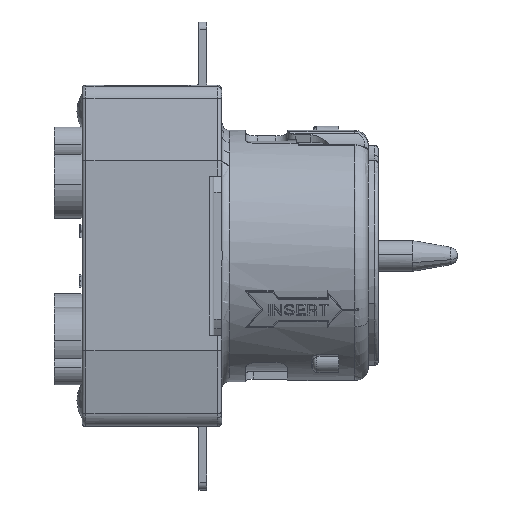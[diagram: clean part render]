
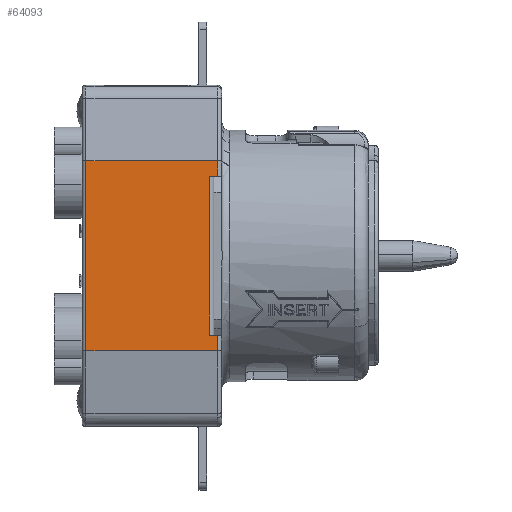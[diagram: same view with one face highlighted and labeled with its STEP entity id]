
A CAD part, top view. The second image highlights one B-rep face of the part: STEP entity #64093.
In plain terms, the highlighted planar face has unit normal (0, 0, 1).
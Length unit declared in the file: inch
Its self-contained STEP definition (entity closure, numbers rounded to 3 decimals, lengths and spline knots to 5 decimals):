
#1115 = DIRECTION ( 'NONE',  ( 0., 1., 0. ) ) ;
#1731 = VECTOR ( 'NONE', #59474, 39.37008 ) ;
#4247 = CARTESIAN_POINT ( 'NONE',  ( -1.266, 0.75, 1.05924 ) ) ;
#6585 = LINE ( 'NONE', #11591, #12940 ) ;
#9012 = CARTESIAN_POINT ( 'NONE',  ( -1.266, -0.492, 1.05924 ) ) ;
#10446 = ORIENTED_EDGE ( 'NONE', *, *, #51340, .T. ) ;
#11591 = CARTESIAN_POINT ( 'NONE',  ( -1.328, -0.492, 1.05924 ) ) ;
#12588 = ORIENTED_EDGE ( 'NONE', *, *, #30861, .T. ) ;
#12940 = VECTOR ( 'NONE', #44812, 39.37008 ) ;
#13246 = EDGE_CURVE ( 'NONE', #64324, #22405, #27632, .T. ) ;
#14101 = PLANE ( 'NONE',  #52486 ) ;
#15754 = DIRECTION ( 'NONE',  ( 0., 0., 1. ) ) ;
#17591 = VECTOR ( 'NONE', #1115, 39.37008 ) ;
#17826 = EDGE_LOOP ( 'NONE', ( #22484, #18177, #10446, #60159, #25770, #31183, #12588, #36602 ) ) ;
#18028 = DIRECTION ( 'NONE',  ( 0., 1., 0. ) ) ;
#18177 = ORIENTED_EDGE ( 'NONE', *, *, #73310, .F. ) ;
#20565 = VERTEX_POINT ( 'NONE', #33455 ) ;
#22405 = VERTEX_POINT ( 'NONE', #80918 ) ;
#22484 = ORIENTED_EDGE ( 'NONE', *, *, #34180, .F. ) ;
#24199 = DIRECTION ( 'NONE',  ( -1., 0., 0. ) ) ;
#25215 = VECTOR ( 'NONE', #63368, 39.37008 ) ;
#25770 = ORIENTED_EDGE ( 'NONE', *, *, #37313, .F. ) ;
#26266 = CARTESIAN_POINT ( 'NONE',  ( -1.328, -0.625, 1.05924 ) ) ;
#27632 = LINE ( 'NONE', #78080, #65452 ) ;
#29031 = DIRECTION ( 'NONE',  ( 1., 0., 0. ) ) ;
#30861 = EDGE_CURVE ( 'NONE', #56404, #34231, #65840, .T. ) ;
#31183 = ORIENTED_EDGE ( 'NONE', *, *, #34886, .F. ) ;
#31557 = EDGE_CURVE ( 'NONE', #20565, #34231, #80707, .T. ) ;
#33455 = CARTESIAN_POINT ( 'NONE',  ( -2.304, 0.75, 1.05924 ) ) ;
#34180 = EDGE_CURVE ( 'NONE', #61698, #20565, #36723, .T. ) ;
#34231 = VERTEX_POINT ( 'NONE', #4247 ) ;
#34886 = EDGE_CURVE ( 'NONE', #56404, #61979, #76807, .T. ) ;
#34939 = CARTESIAN_POINT ( 'NONE',  ( -1.266, -0.75, 1.05924 ) ) ;
#36602 = ORIENTED_EDGE ( 'NONE', *, *, #31557, .F. ) ;
#36723 = LINE ( 'NONE', #54957, #81045 ) ;
#37313 = EDGE_CURVE ( 'NONE', #61979, #64324, #6585, .T. ) ;
#38099 = LINE ( 'NONE', #81081, #25215 ) ;
#39294 = VECTOR ( 'NONE', #24199, 39.37008 ) ;
#42888 = CARTESIAN_POINT ( 'NONE',  ( -2.62557, -0.75, 1.05924 ) ) ;
#44812 = DIRECTION ( 'NONE',  ( 0., -1., 0. ) ) ;
#44875 = VERTEX_POINT ( 'NONE', #34939 ) ;
#51340 = EDGE_CURVE ( 'NONE', #44875, #22405, #38099, .T. ) ;
#51840 = FACE_OUTER_BOUND ( 'NONE', #17826, .T. ) ;
#52486 = AXIS2_PLACEMENT_3D ( 'NONE', #79880, #15754, #65884 ) ;
#54957 = CARTESIAN_POINT ( 'NONE',  ( -2.304, 0., 1.05924 ) ) ;
#55704 = LINE ( 'NONE', #42888, #39294 ) ;
#56404 = VERTEX_POINT ( 'NONE', #68649 ) ;
#57976 = CARTESIAN_POINT ( 'NONE',  ( -1.328, 0.625, 1.05924 ) ) ;
#59474 = DIRECTION ( 'NONE',  ( -1., 0., 0. ) ) ;
#59498 = CARTESIAN_POINT ( 'NONE',  ( -2.304, -0.75, 1.05924 ) ) ;
#60159 = ORIENTED_EDGE ( 'NONE', *, *, #13246, .F. ) ;
#61698 = VERTEX_POINT ( 'NONE', #59498 ) ;
#61979 = VERTEX_POINT ( 'NONE', #57976 ) ;
#63368 = DIRECTION ( 'NONE',  ( 0., 1., 0. ) ) ;
#64093 = ADVANCED_FACE ( 'NONE', ( #51840 ), #14101, .T. ) ;
#64324 = VERTEX_POINT ( 'NONE', #26266 ) ;
#65452 = VECTOR ( 'NONE', #71877, 39.37008 ) ;
#65840 = LINE ( 'NONE', #9012, #17591 ) ;
#65884 = DIRECTION ( 'NONE',  ( -1., 0., 0. ) ) ;
#66696 = CARTESIAN_POINT ( 'NONE',  ( -2.62557, 0.75, 1.05924 ) ) ;
#68649 = CARTESIAN_POINT ( 'NONE',  ( -1.266, 0.625, 1.05924 ) ) ;
#71413 = CARTESIAN_POINT ( 'NONE',  ( -1.01834, 0.625, 1.05924 ) ) ;
#71877 = DIRECTION ( 'NONE',  ( 1., 0., 0. ) ) ;
#73289 = VECTOR ( 'NONE', #29031, 39.37008 ) ;
#73310 = EDGE_CURVE ( 'NONE', #44875, #61698, #55704, .T. ) ;
#76807 = LINE ( 'NONE', #71413, #1731 ) ;
#78080 = CARTESIAN_POINT ( 'NONE',  ( -1.01834, -0.625, 1.05924 ) ) ;
#79880 = CARTESIAN_POINT ( 'NONE',  ( -2.07196, -0.75, 1.05924 ) ) ;
#80707 = LINE ( 'NONE', #66696, #73289 ) ;
#80918 = CARTESIAN_POINT ( 'NONE',  ( -1.266, -0.625, 1.05924 ) ) ;
#81045 = VECTOR ( 'NONE', #18028, 39.37008 ) ;
#81081 = CARTESIAN_POINT ( 'NONE',  ( -1.266, -0.492, 1.05924 ) ) ;
